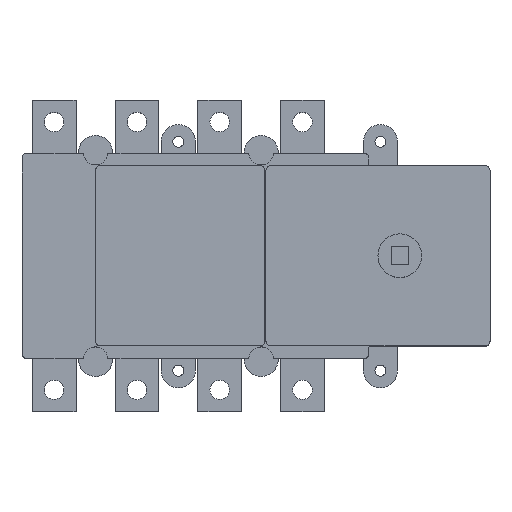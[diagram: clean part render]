
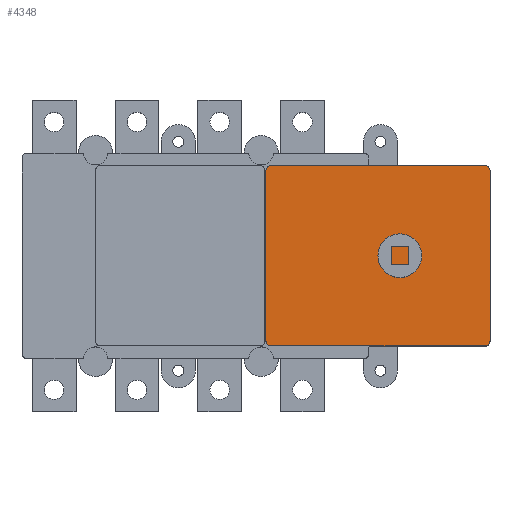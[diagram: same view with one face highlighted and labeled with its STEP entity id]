
A CAD part, top view. The second image highlights one B-rep face of the part: STEP entity #4348.
In plain terms, the highlighted free-form (B-spline) face has degree [1, 1] with [2, 2] control points.
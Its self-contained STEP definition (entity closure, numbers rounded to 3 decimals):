
#4246=CARTESIAN_POINT('',(70.,35.,132.0));
#4247=VERTEX_POINT('',#4246);
#4248=CARTESIAN_POINT('',(72.,37.,132.0));
#4249=VERTEX_POINT('',#4248);
#4250=CARTESIAN_POINT('',(72.,35.,132.0));
#4251=DIRECTION('',(0.0,0.0,-1.0));
#4252=DIRECTION('',(-0.707,0.707,0.0));
#4253=AXIS2_PLACEMENT_3D('',#4250,#4251,#4252);
#4254=CIRCLE('',#4253,2.0);
#4255=EDGE_CURVE('',#4247,#4249,#4254,.T.);
#4283=CARTESIAN_POINT('',(70.,37.,132.0));
#4284=CARTESIAN_POINT('',(162.0,37.,132.0));
#4285=CARTESIAN_POINT('',(70.,-37.0,132.0));
#4286=CARTESIAN_POINT('',(162.0,-37.0,132.0));
#4287=B_SPLINE_SURFACE_WITH_KNOTS('',1,1,((#4283,#4285),(#4284,#4286)),.UNSPECIFIED.,.F.,.F.,.U.,(2,2),(2,2),(0.0,92.),(0.0,74.),.UNSPECIFIED.);
#4288=ORIENTED_EDGE('',*,*,#4255,.F.);
#4289=CARTESIAN_POINT('',(70.0,-35.0,132.0));
#4290=VERTEX_POINT('',#4289);
#4291=CARTESIAN_POINT('',(70.,35.,132.0));
#4292=DIRECTION('',(0.0,-1.0,0.0));
#4293=VECTOR('',#4292,70.);
#4294=LINE('',#4291,#4293);
#4295=EDGE_CURVE('',#4247,#4290,#4294,.T.);
#4296=ORIENTED_EDGE('',*,*,#4295,.T.);
#4297=CARTESIAN_POINT('',(72.0,-37.0,132.0));
#4298=VERTEX_POINT('',#4297);
#4299=CARTESIAN_POINT('',(72.0,-35.0,132.0));
#4300=DIRECTION('',(0.0,0.0,-1.0));
#4301=DIRECTION('',(-0.707,-0.707,0.0));
#4302=AXIS2_PLACEMENT_3D('',#4299,#4300,#4301);
#4303=CIRCLE('',#4302,2.0);
#4304=EDGE_CURVE('',#4298,#4290,#4303,.T.);
#4305=ORIENTED_EDGE('',*,*,#4304,.F.);
#4306=CARTESIAN_POINT('',(160.0,-37.0,132.0));
#4307=VERTEX_POINT('',#4306);
#4308=CARTESIAN_POINT('',(72.0,-37.0,132.0));
#4309=DIRECTION('',(1.0,0.0,0.0));
#4310=VECTOR('',#4309,88.0);
#4311=LINE('',#4308,#4310);
#4312=EDGE_CURVE('',#4298,#4307,#4311,.T.);
#4313=ORIENTED_EDGE('',*,*,#4312,.T.);
#4314=CARTESIAN_POINT('',(162.0,-35.0,132.0));
#4315=VERTEX_POINT('',#4314);
#4316=CARTESIAN_POINT('',(160.0,-35.0,132.0));
#4317=DIRECTION('',(0.0,0.0,-1.0));
#4318=DIRECTION('',(0.707,-0.707,0.0));
#4319=AXIS2_PLACEMENT_3D('',#4316,#4317,#4318);
#4320=CIRCLE('',#4319,2.0);
#4321=EDGE_CURVE('',#4315,#4307,#4320,.T.);
#4322=ORIENTED_EDGE('',*,*,#4321,.F.);
#4323=CARTESIAN_POINT('',(162.0,35.,132.0));
#4324=VERTEX_POINT('',#4323);
#4325=CARTESIAN_POINT('',(162.0,-35.0,132.0));
#4326=DIRECTION('',(0.0,1.0,0.0));
#4327=VECTOR('',#4326,70.);
#4328=LINE('',#4325,#4327);
#4329=EDGE_CURVE('',#4315,#4324,#4328,.T.);
#4330=ORIENTED_EDGE('',*,*,#4329,.T.);
#4331=CARTESIAN_POINT('',(160.0,37.,132.0));
#4332=VERTEX_POINT('',#4331);
#4333=CARTESIAN_POINT('',(160.0,35.,132.0));
#4334=DIRECTION('',(0.0,0.0,-1.0));
#4335=DIRECTION('',(0.707,0.707,0.0));
#4336=AXIS2_PLACEMENT_3D('',#4333,#4334,#4335);
#4337=CIRCLE('',#4336,2.0);
#4338=EDGE_CURVE('',#4332,#4324,#4337,.T.);
#4339=ORIENTED_EDGE('',*,*,#4338,.F.);
#4340=CARTESIAN_POINT('',(160.0,37.,132.0));
#4341=DIRECTION('',(-1.0,0.0,0.0));
#4342=VECTOR('',#4341,88.);
#4343=LINE('',#4340,#4342);
#4344=EDGE_CURVE('',#4332,#4249,#4343,.T.);
#4345=ORIENTED_EDGE('',*,*,#4344,.T.);
#4346=EDGE_LOOP('',(#4288,#4296,#4305,#4313,#4322,#4330,#4339,#4345));
#4347=FACE_OUTER_BOUND('',#4346,.T.);
#4348=ADVANCED_FACE('',(#4347),#4287,.F.);
